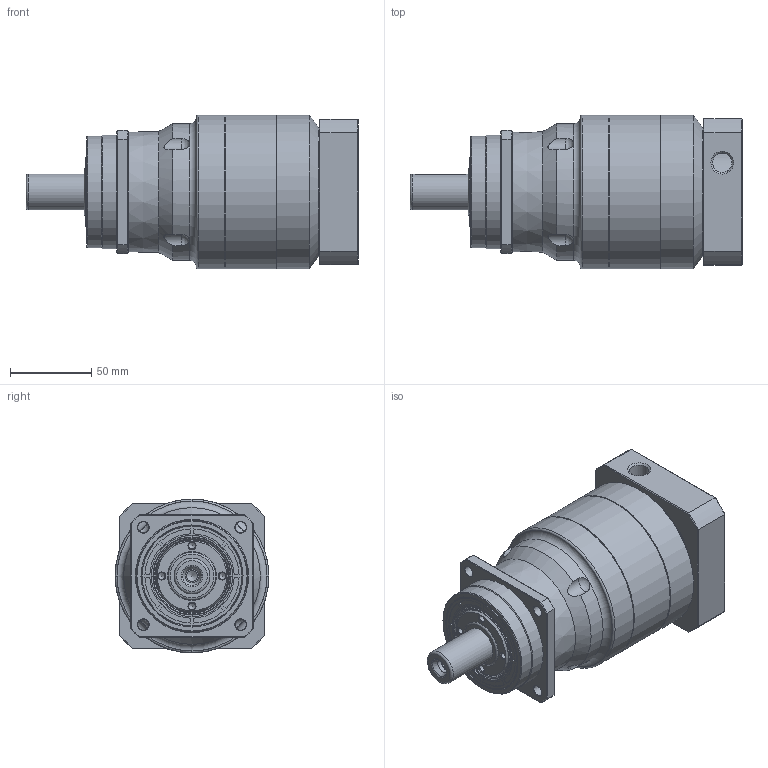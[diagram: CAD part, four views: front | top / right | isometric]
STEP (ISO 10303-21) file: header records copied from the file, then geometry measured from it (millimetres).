
FILE_DESCRIPTION(/* description */ (''),/* implementation_level */ '2;1');
FILE_NAME(/* name */ 'TF075-L2-19-70-90-M5-42.5-4.stp',/* time_stamp */ '2020-11-24T10:44:14+08:00',/* author */ (''),/* organization */ (''),/* preprocessor_version */ 'ST-DEVELOPER v16',/* originating_system */ 'SIEMENS PLM Software NX 10.0',/* authorisation */ '');
FILE_SCHEMA (('CONFIG_CONTROL_DESIGN'));
Length unit declared in the file: millimetre
Products named in the file (1): _model283
Bounding box: 204.9 x 95 x 95 mm (x, y, z)
Volume: 956230.9 mm3; surface area: 146512.9 mm2
Topology: 10 solids, 10 shells, 375 faces, 853 edges, 535 vertices
Faces by surface type: plane 138, cylinder 130, cone 85, torus 18, sphere 4
Full cylindrical faces by diameter (mm): 4 x4, 4.2 x4, 5.5 x6, 6.8 x6, 8.4 x1, 8.5 x1, 9 x6, 12 x1, 19 x1, 22 x1, 26.6 x1, 27 x1, 27.5 x1, 28 x2, 28.5 x1, 30 x1, 31 x1, 32.04 x1, 33.1 x1, 41 x1, 44.5 x1, 45 x2, 49.04 x1, 50.1 x1, 58 x1, 60 x1, 60.6 x1, 62 x2, 69 x1, 70 x1
Entity records: 10194 total; most frequent: CARTESIAN_POINT 2178, DIRECTION 1704, ORIENTED_EDGE 1396, AXIS2_PLACEMENT_3D 715, EDGE_CURVE 698, EDGE_LOOP 572, VERTEX_POINT 515, ADVANCED_FACE 374
